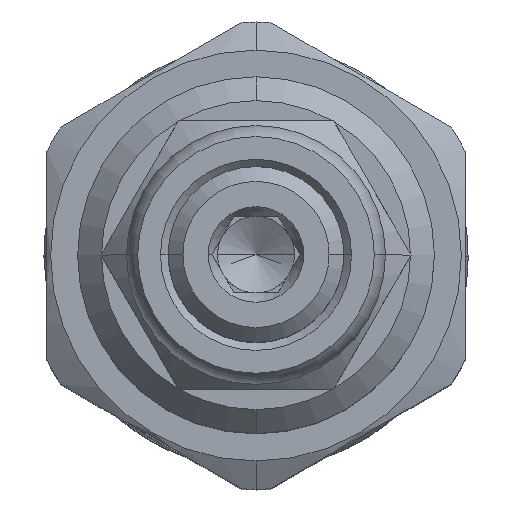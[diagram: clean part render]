
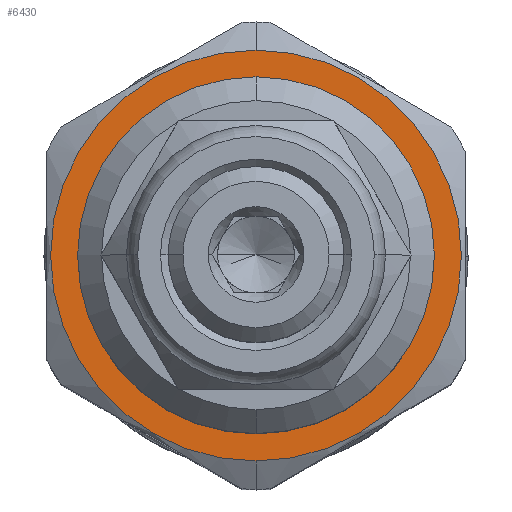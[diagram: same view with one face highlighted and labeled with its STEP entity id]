
A CAD part, top view. The second image highlights one B-rep face of the part: STEP entity #6430.
In plain terms, the highlighted planar face has unit normal (0, 0, 1).
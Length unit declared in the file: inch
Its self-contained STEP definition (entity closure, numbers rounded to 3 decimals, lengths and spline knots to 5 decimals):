
#502=CARTESIAN_POINT('',(0.,0.,3.155));
#503=DIRECTION('',(0.,0.,1.));
#504=DIRECTION('',(0.,-1.,0.));
#505=AXIS2_PLACEMENT_3D('',#502,#503,#504);
#507=CARTESIAN_POINT('',(0.,0.,3.155));
#508=DIRECTION('',(0.,0.,-1.));
#509=DIRECTION('',(0.,-1.,0.));
#510=AXIS2_PLACEMENT_3D('',#507,#508,#509);
#516=CARTESIAN_POINT('',(0.,0.,3.155));
#517=DIRECTION('',(0.,0.,-1.));
#518=DIRECTION('',(0.,-1.,0.));
#519=AXIS2_PLACEMENT_3D('',#516,#517,#518);
#716=CARTESIAN_POINT('',(0.,0.,3.155));
#717=DIRECTION('',(0.,0.,1.));
#718=DIRECTION('',(0.,-1.,0.));
#719=AXIS2_PLACEMENT_3D('',#716,#717,#718);
#5230=CARTESIAN_POINT('',(0.,-0.43,3.155));
#5232=VERTEX_POINT('',#5230);
#5238=CARTESIAN_POINT('',(0.,0.43,3.155));
#5240=VERTEX_POINT('',#5238);
#5246=CARTESIAN_POINT('',(0.,-0.3735,3.155));
#5247=CARTESIAN_POINT('',(0.,0.3735,3.155));
#5248=VERTEX_POINT('',#5246);
#5249=VERTEX_POINT('',#5247);
#6415=CARTESIAN_POINT('',(0.,0.,3.155));
#6416=DIRECTION('',(0.,0.,1.));
#6417=DIRECTION('',(0.,-1.,0.));
#6418=AXIS2_PLACEMENT_3D('',#6415,#6416,#6417);
#6419=PLANE('',#6418);
#6421=ORIENTED_EDGE('',*,*,#6420,.T.);
#6423=ORIENTED_EDGE('',*,*,#6422,.F.);
#6424=EDGE_LOOP('',(#6421,#6423));
#6425=FACE_OUTER_BOUND('',#6424,.F.);
#6426=ORIENTED_EDGE('',*,*,#6380,.T.);
#6427=ORIENTED_EDGE('',*,*,#6408,.F.);
#6428=EDGE_LOOP('',(#6426,#6427));
#6429=FACE_BOUND('',#6428,.F.);
#6430=ADVANCED_FACE('',(#6425,#6429),#6419,.T.);
#506=CIRCLE('',#505,0.3735);
#511=CIRCLE('',#510,0.3735);
#520=CIRCLE('',#519,0.43);
#720=CIRCLE('',#719,0.43);
#6380=EDGE_CURVE('',#5248,#5249,#506,.T.);
#6408=EDGE_CURVE('',#5248,#5249,#511,.T.);
#6420=EDGE_CURVE('',#5232,#5240,#520,.T.);
#6422=EDGE_CURVE('',#5232,#5240,#720,.T.);
